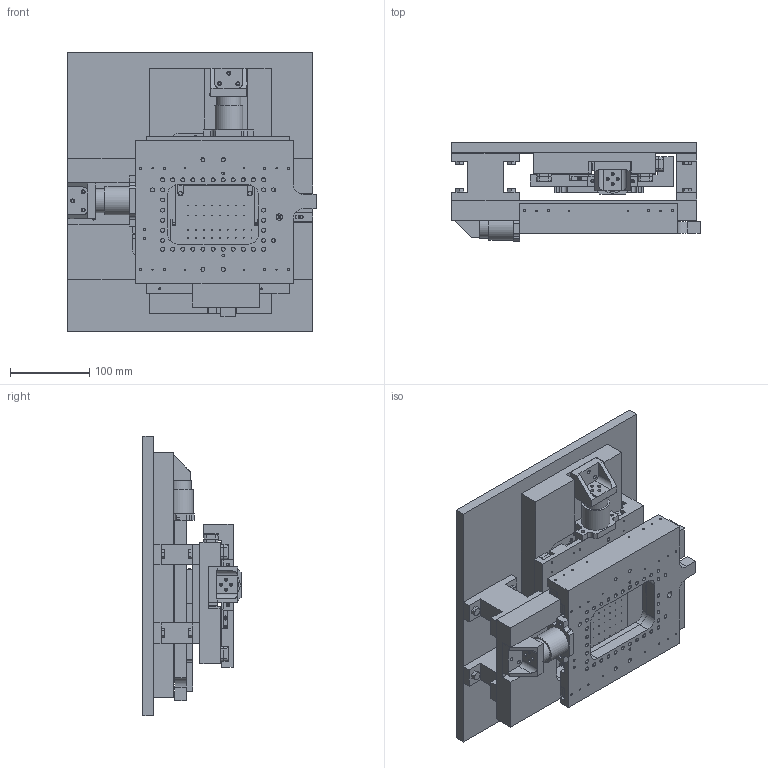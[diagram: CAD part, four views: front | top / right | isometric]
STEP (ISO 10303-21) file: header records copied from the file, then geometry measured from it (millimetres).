
FILE_DESCRIPTION(/* description */ (''),/* implementation_level */ '2;1');
FILE_NAME(/* name */ '0502_assy XY stage slab arrangment.stp',/* time_stamp */ '2020-07-06T20:10:17-07:00',/* author */ (''),/* organization */ (''),/* preprocessor_version */ 'ST-DEVELOPER v14',/* originating_system */ 'SIEMENS PLM Software NX 8.0',/* authorisation */ '');
FILE_SCHEMA (('AUTOMOTIVE_DESIGN { 1 0 10303 214 3 1 1 1 }'));
Length unit declared in the file: millimetre
Products named in the file (39): EWO-921-71_EWO-921-70-2-C-1; EWO-921-71_EWO-921-70-1-C; EWO-921-71_EWO-921-70-3-C; S90F031_S90F034; M3-TB1; EWO-921-56; M3 Gasket; M3B2; EWO-921-71_EWO-971-71-C; S90F032; EWO-468-3-C_018X2; 0522_CARRIAGE; EWO-921-50-1_-2; K&J Magnet_1.00X1.50X0.25-BX084-N52; 0512_MAGNET SMALL VOICE COIL; 0512_COIL SMALL VOICE COIL; 0530_ PIN DOWEL M6X12; 0527_MOUNT,ENCODER HEAD; 0526_MNT, MAIN ENCODER; 0518_STIFFNER VC MOUNT; 0517_MOUNT,COIL SMALL; 0516_plate adapter voice coil magnet small; 0514_FRAME BEARING GUIDE WAY; 0511_ ENCODER LIKgo; 0524_base plate slab stage; 0504_ PLATE,VACUUM CHUCK; Hex Head Machine Screw, AM,M6x1x20; 0503_upright,xy stage assembly_MODEL; EWO-921-70_EWO-921-70-C-1; EWO-921-70_EWO-921-70-2-C-1; EWO-921-70_EWO-921-70-1-C-1; EWO-921-70_EWO-921-70-1-C-2; EWO-921-70_EWO-921-70-3-C-1; EWO-921-55; EWO-921-70_EWO-921-70-C-2; drew carriage; 0512_sMALL VOICE COIL; 0501_ ASSY  STAGE MAG PRELOAD; 0502_assy XY stage slab arrangment
Assembly tree (75 placements, depth 5):
  0502_assy XY stage slab arrangment
    0501_ ASSY  STAGE MAG PRELOAD  x2
      0512_sMALL VOICE COIL
        0512_COIL SMALL VOICE COIL
        0512_MAGNET SMALL VOICE COIL
      0511_ ENCODER LIKgo
      0514_FRAME BEARING GUIDE WAY
      0516_plate adapter voice coil magnet small
      0517_MOUNT,COIL SMALL
      drew carriage
        EWO-921-70_EWO-921-70-C-2
          EWO-468-3-C_018X2
          S90F032
          EWO-921-71_EWO-971-71-C
        K&J Magnet_1.00X1.50X0.25-BX084-N52  x6
        EWO-921-50-1_-2
        EWO-921-55
          M3B2
          M3 Gasket  x4
          EWO-921-56
          M3-TB1
          S90F031_S90F034  x2
        EWO-921-70_EWO-921-70-3-C-1
          EWO-921-71_EWO-921-70-3-C
          EWO-468-3-C_018X2
          S90F032  x2
        EWO-921-70_EWO-921-70-1-C-2
          S90F032
          EWO-921-71_EWO-921-70-1-C
          EWO-468-3-C_018X2
        EWO-921-70_EWO-921-70-1-C-1
          EWO-921-71_EWO-921-70-1-C
          EWO-468-3-C_018X2
          S90F032
        EWO-921-70_EWO-921-70-2-C-1
          S90F032
          S90F031_S90F034
          EWO-468-3-C_018X2
          EWO-921-71_EWO-921-70-2-C-1
        EWO-921-70_EWO-921-70-C-1
          S90F031_S90F034
          EWO-921-71_EWO-971-71-C
          EWO-468-3-C_018X2
        0522_CARRIAGE
      0518_STIFFNER VC MOUNT
      0526_MNT, MAIN ENCODER
      0527_MOUNT,ENCODER HEAD
    0503_upright,xy stage assembly_MODEL  x3
      0530_ PIN DOWEL M6X12
    Hex Head Machine Screw, AM,M6x1x20  x12
    0504_ PLATE,VACUUM CHUCK
    0524_base plate slab stage
Bounding box: 312.69 x 123.35 x 351 mm (x, y, z)
Volume: 4092143.9 mm3; surface area: 894989.3 mm2
Topology: 108 solids, 108 shells, 3200 faces, 7923 edges, 4972 vertices
Faces by surface type: cylinder 1370, plane 1273, cone 337, torus 124, sphere 96
Full cylindrical faces by diameter (mm): 0.75 x61, 2 x4, 2.261 x16, 2.5 x14, 3.2 x4, 3.3 x16, 3.5 x4, 3.658 x16, 4.2 x8, 4.3 x8, 4.8 x6, 5 x18, 5.556 x8, 5.795 x12, 6 x6, 6.01 x2, 6.4 x6, 6.5 x4, 7 x12, 8 x4, 11 x6, 22.225 x2, 25.4 x2, 30.226 x2, 30.988 x2, 35.56 x2
Entity records: 35597 total; most frequent: CARTESIAN_POINT 8833, DIRECTION 5554, ORIENTED_EDGE 4810, EDGE_CURVE 2405, AXIS2_PLACEMENT_3D 2166, VERTEX_POINT 1692, EDGE_LOOP 1653, LINE 1222
